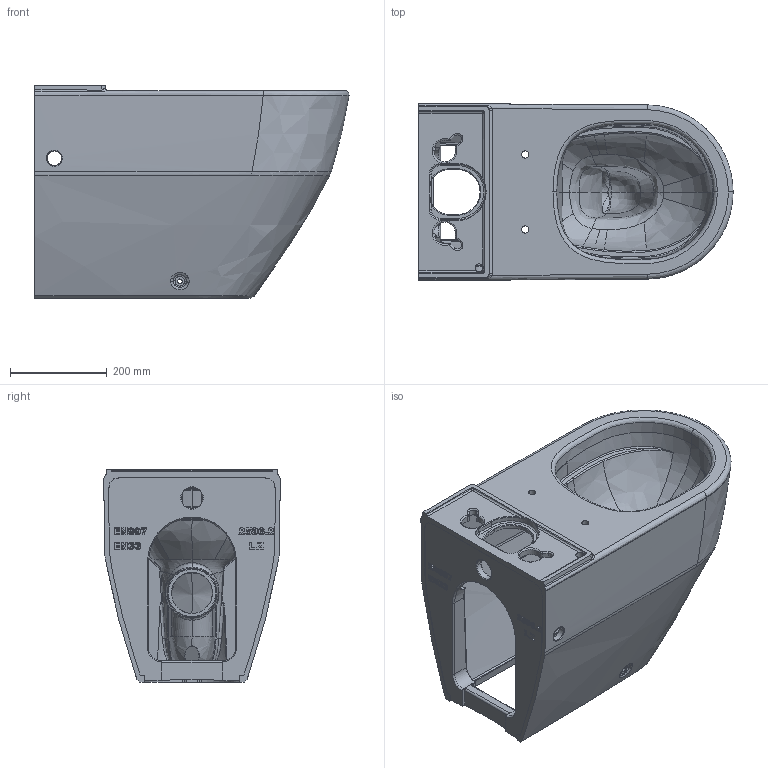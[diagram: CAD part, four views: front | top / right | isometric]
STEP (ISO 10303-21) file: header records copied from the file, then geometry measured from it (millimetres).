
FILE_DESCRIPTION(('CATIA V5 STEP Exchange'),'2;1');
FILE_NAME('HY25962......1_A.02.stp','2019-11-21T16:56:27+00:00',('none'),('none'),'CATIA Version 5-6 Release 2016 SP4','CATIA V5 STEP AP203','none');
FILE_SCHEMA(('CONFIG_CONTROL_DESIGN'));
Products named in the file (1): HY25962......1_A.02
Bounding box: 649.96 x 365.62 x 440 mm (x, y, z)
Volume: 14938524.5 mm3; surface area: 2445844.6 mm2
Topology: 2 solids, 2 shells, 1343 faces, 3359 edges, 1993 vertices
Faces by surface type: bspline 637, cylinder 257, plane 256, extrusion 76, torus 58, sphere 35, revolution 14, cone 10
Entity records: 260279 total; most frequent: CARTESIAN_POINT 235480, ORIENTED_EDGE 6622, EDGE_CURVE 3254, DIRECTION 2367, B_SPLINE_CURVE_WITH_KNOTS 2079, VERTEX_POINT 1949, EDGE_LOOP 1394, ADVANCED_FACE 1343
